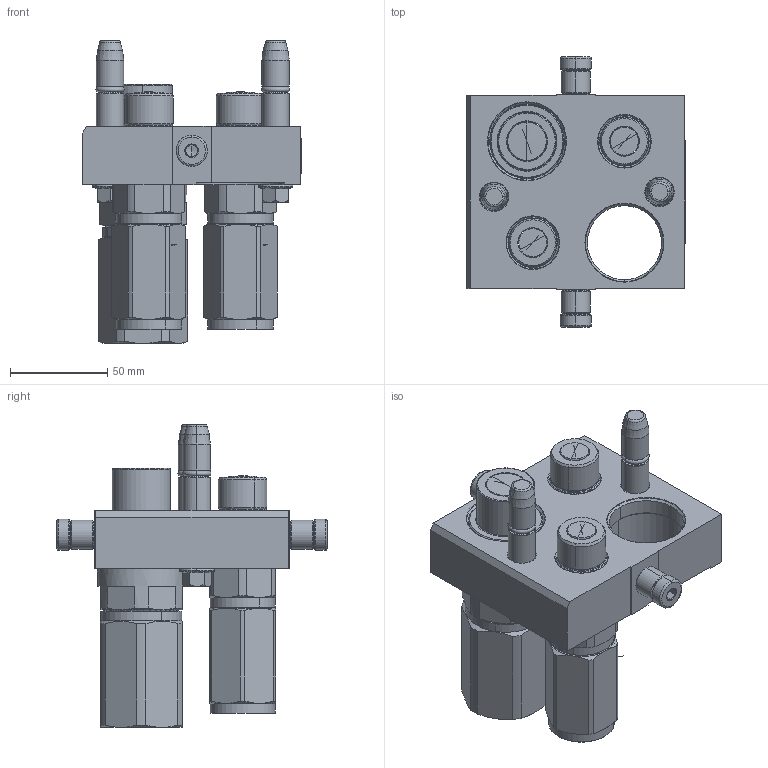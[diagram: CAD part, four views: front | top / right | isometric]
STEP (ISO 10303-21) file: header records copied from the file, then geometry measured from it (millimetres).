
FILE_DESCRIPTION (( 'STEP AP214' ), '1' );
FILE_NAME ('FASTER.step', '2023-08-17T11:39:50', ( '' ), ( '' ), 'SwSTEP 2.0', 'SolidWorks 2017', '' );
FILE_SCHEMA (( 'AUTOMOTIVE_DESIGN' ));
Length unit declared in the file: millimetre
Products named in the file (13): 4830_028_1000_011; 4830_013_3000_030; 3ffnp34_gas_m; or2_62x9_19_m; et002; 4830_010_0000_032; FASTER; 3ffnp12-34g_m; P510_M_BASE; 1540_080_0008_000; 4830_021_0000_000
Assembly tree (18 placements, depth 3):
  FASTER
    P510_M_BASE
      4830_010_0000_032
      4830_013_3000_030  x2
      4830_028_1000_011  x2
      4830_021_0000_000  x2
      1540_080_0008_000  x2
      or2_62x9_19_m  x2
    3ffnp34_gas_m
      3ffnp34_gas_m
    3ffnp12-34g_m  x2
      3ffnp12-34g_m
    et002
Bounding box: 112.3 x 138.6 x 155.35 mm (x, y, z)
Volume: 2873.9 mm3; surface area: 128640.3 mm2
Topology: 5 solids, 52 shells, 1914 faces, 5707 edges, 3800 vertices
Faces by surface type: plane 1106, cylinder 319, cone 308, torus 96, bspline 85
Entity records: 61313 total; most frequent: CARTESIAN_POINT 16791, ORIENTED_EDGE 8125, DIRECTION 7458, EDGE_CURVE 4432, VERTEX_POINT 2968, LINE 2944, VECTOR 2944, AXIS2_PLACEMENT_3D 2257
